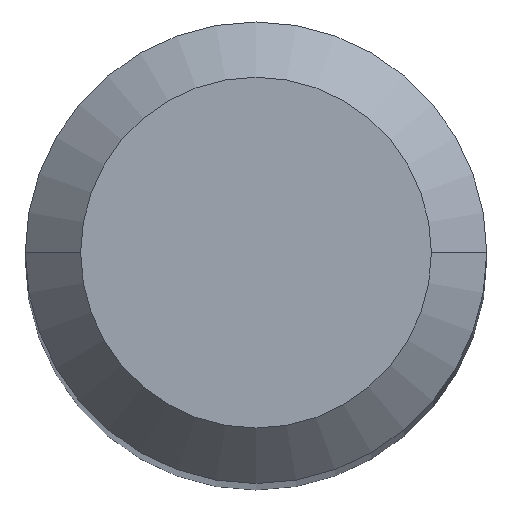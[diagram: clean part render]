
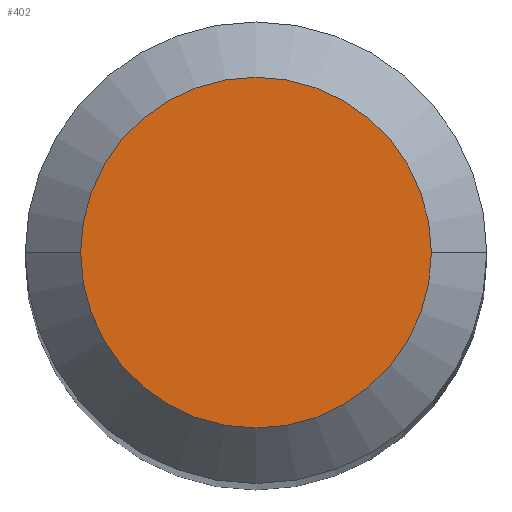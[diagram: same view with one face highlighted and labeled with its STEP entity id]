
A CAD part, top view. The second image highlights one B-rep face of the part: STEP entity #402.
In plain terms, the highlighted planar face has unit normal (0, 0, 1).
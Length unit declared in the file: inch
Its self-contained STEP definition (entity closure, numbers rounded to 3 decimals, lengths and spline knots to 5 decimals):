
#21 = CIRCLE ( 'NONE', #380, 0.0475 ) ;
#30 = DIRECTION ( 'NONE',  ( 0., 0., -1. ) ) ;
#36 = CARTESIAN_POINT ( 'NONE',  ( -0.0475, 0., 0. ) ) ;
#47 = CARTESIAN_POINT ( 'NONE',  ( 0., 0., 0. ) ) ;
#59 = FACE_OUTER_BOUND ( 'NONE', #435, .T. ) ;
#68 = CARTESIAN_POINT ( 'NONE',  ( 0., 0.0475, 0. ) ) ;
#70 = AXIS2_PLACEMENT_3D ( 'NONE', #68, #30, #419 ) ;
#135 = ORIENTED_EDGE ( 'NONE', *, *, #185, .T. ) ;
#163 = ORIENTED_EDGE ( 'NONE', *, *, #438, .T. ) ;
#168 = DIRECTION ( 'NONE',  ( 1., 0., 0. ) ) ;
#179 = CARTESIAN_POINT ( 'NONE',  ( 0.0475, 0., 0. ) ) ;
#185 = EDGE_CURVE ( 'NONE', #253, #515, #528, .T. ) ;
#219 = DIRECTION ( 'NONE',  ( 1., 0., 0. ) ) ;
#228 = DIRECTION ( 'NONE',  ( 0., 0., 1. ) ) ;
#253 = VERTEX_POINT ( 'NONE', #36 ) ;
#310 = CARTESIAN_POINT ( 'NONE',  ( 0., 0., 0. ) ) ;
#354 = AXIS2_PLACEMENT_3D ( 'NONE', #310, #565, #168 ) ;
#380 = AXIS2_PLACEMENT_3D ( 'NONE', #47, #228, #219 ) ;
#402 = ADVANCED_FACE ( 'NONE', ( #59 ), #507, .F. ) ;
#419 = DIRECTION ( 'NONE',  ( -1., 0., 0. ) ) ;
#435 = EDGE_LOOP ( 'NONE', ( #135, #163 ) ) ;
#438 = EDGE_CURVE ( 'NONE', #515, #253, #21, .T. ) ;
#507 = PLANE ( 'NONE',  #70 ) ;
#515 = VERTEX_POINT ( 'NONE', #179 ) ;
#528 = CIRCLE ( 'NONE', #354, 0.0475 ) ;
#565 = DIRECTION ( 'NONE',  ( 0., 0., 1. ) ) ;
